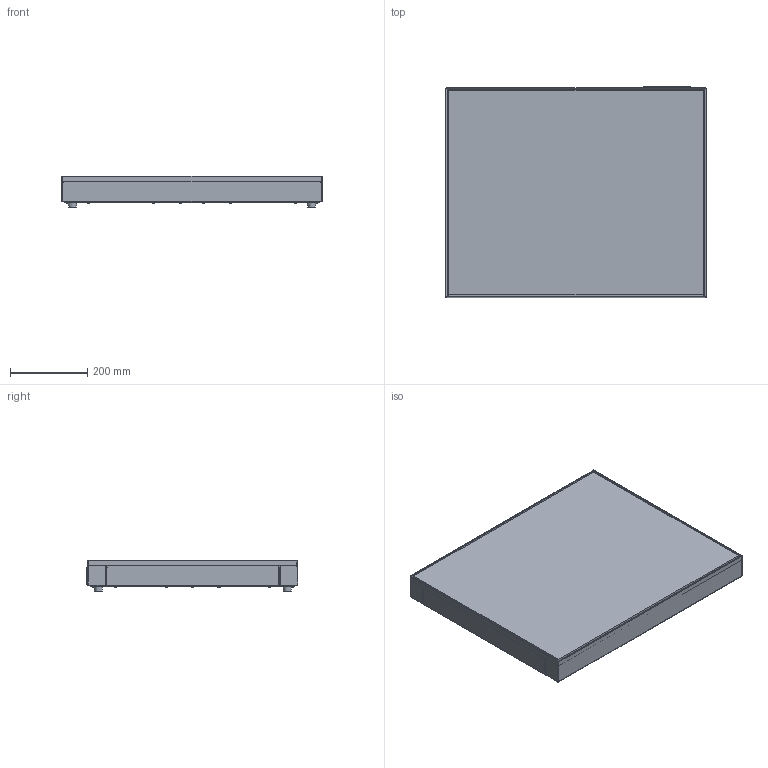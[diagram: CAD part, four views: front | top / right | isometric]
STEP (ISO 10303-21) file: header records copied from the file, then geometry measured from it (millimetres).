
FILE_DESCRIPTION(/* description */ ('This is a sample STEP configuration'),/* implementation_level */ '2;1');
FILE_NAME(/* name */ '11250000_A.stp',/* time_stamp */ '2021-05-27T14:16:53+02:00',/* author */ ('powerJobs'),/* organization */ ('coolOrange'),/* preprocessor_version */ 'ST-DEVELOPER v18.1',/* originating_system */ 'Autodesk Inventor 2021',/* authorisation */ '');
FILE_SCHEMA (('AUTOMOTIVE_DESIGN { 1 0 10303 214 3 1 1 }'));
Products named in the file (1): ENG-00003416
Bounding box: 675 x 549 x 81 mm (x, y, z)
Volume: 10756315.2 mm3; surface area: 2605261.6 mm2
Topology: 1 solids, 28 shells, 1959 faces, 5252 edges, 3477 vertices
Faces by surface type: plane 1239, cylinder 440, bspline 136, cone 76, torus 59, sphere 9
Full cylindrical faces by diameter (mm): 1.8 x3, 2.5 x1, 3 x8, 3.249 x1, 3.3 x2, 3.749 x1, 4 x47, 5 x21, 5.5 x22, 6 x6, 6.3 x2, 7 x6, 7.6 x18, 8 x5, 8.2 x5, 9.5 x10, 12 x1, 22 x2
Entity records: 66832 total; most frequent: CARTESIAN_POINT 16032, ORIENTED_EDGE 10444, DIRECTION 9750, EDGE_CURVE 5222, VERTEX_POINT 3477, LINE 3294, VECTOR 3294, AXIS2_PLACEMENT_3D 3228
